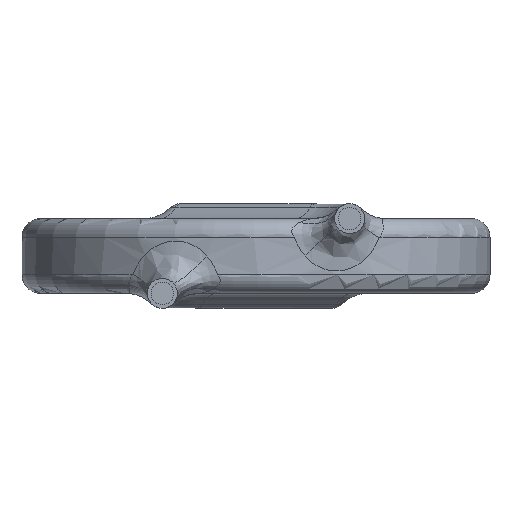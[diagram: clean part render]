
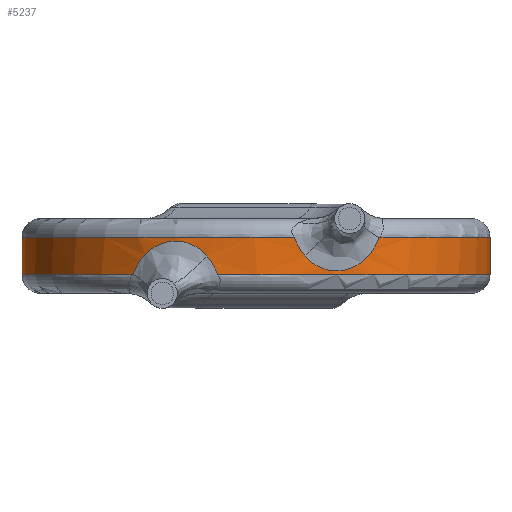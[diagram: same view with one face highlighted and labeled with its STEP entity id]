
A CAD part, front view. The second image highlights one B-rep face of the part: STEP entity #5237.
In plain terms, the highlighted cylindrical face has radius 6.25 mm (diameter 12.5 mm), a partial arc.
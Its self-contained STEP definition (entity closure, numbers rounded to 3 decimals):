
#309 = VERTEX_POINT ( 'NONE', #7679 ) ;
#349 = VERTEX_POINT ( 'NONE', #7030 ) ;
#496 = VERTEX_POINT ( 'NONE', #3627 ) ;
#514 = CARTESIAN_POINT ( 'NONE',  ( 0., 0., -7.293 ) ) ;
#646 = CARTESIAN_POINT ( 'NONE',  ( 2.252, -5.831, -0.401 ) ) ;
#684 = VERTEX_POINT ( 'NONE', #3382 ) ;
#707 = CIRCLE ( 'NONE', #4302, 6.25 ) ;
#710 = B_SPLINE_CURVE_WITH_KNOTS ( 'NONE', 3,
 ( #8855, #5363, #8153, #4945, #8519, #4343, #2184, #5671, #737, #3597, #646, #4904, #7741, #7012, #6407, #1305 ),
 .UNSPECIFIED., .F., .F.,
 ( 4, 2, 2, 2, 2, 2, 2, 4 ),
 ( 0., 0., 0.001, 0.001, 0.001, 0.002, 0.002, 0.003 ),
 .UNSPECIFIED. ) ;
#737 = CARTESIAN_POINT ( 'NONE',  ( 2.549, -5.707, -0.328 ) ) ;
#785 = CARTESIAN_POINT ( 'NONE',  ( -3.282, -5.319, -0.5 ) ) ;
#841 = CARTESIAN_POINT ( 'NONE',  ( 0., 0., 0.5 ) ) ;
#878 = DIRECTION ( 'NONE',  ( -1., 0., 0. ) ) ;
#879 = CARTESIAN_POINT ( 'NONE',  ( -2.641, -5.665, 0.287 ) ) ;
#959 = B_SPLINE_CURVE_WITH_KNOTS ( 'NONE', 3,
 ( #9088, #4166, #7018, #3465 ),
 .UNSPECIFIED., .F., .F.,
 ( 4, 4 ),
 ( 0., 1. ),
 .UNSPECIFIED. ) ;
#1024 = CARTESIAN_POINT ( 'NONE',  ( -1.311, -6.111, 0.001 ) ) ;
#1220 = CYLINDRICAL_SURFACE ( 'NONE', #6259, 6.25 ) ;
#1305 = CARTESIAN_POINT ( 'NONE',  ( 1.311, -6.111, -0.001 ) ) ;
#1338 = CARTESIAN_POINT ( 'NONE',  ( -1.028, -6.165, -0.5 ) ) ;
#1367 = AXIS2_PLACEMENT_3D ( 'NONE', #7193, #8622, #3556 ) ;
#1671 = CARTESIAN_POINT ( 'NONE',  ( 1.091, -6.154, 0.309 ) ) ;
#1744 = VECTOR ( 'NONE', #5938, 1000. ) ;
#1902 = ORIENTED_EDGE ( 'NONE', *, *, #3274, .T. ) ;
#1912 = ORIENTED_EDGE ( 'NONE', *, *, #2440, .T. ) ;
#2059 = CARTESIAN_POINT ( 'NONE',  ( 6.25, 0., -0.5 ) ) ;
#2093 = DIRECTION ( 'NONE',  ( 0., 0., -1. ) ) ;
#2184 = CARTESIAN_POINT ( 'NONE',  ( 2.813, -5.582, -0.179 ) ) ;
#2327 = EDGE_CURVE ( 'NONE', #496, #7530, #710, .T. ) ;
#2440 = EDGE_CURVE ( 'NONE', #684, #496, #4556, .T. ) ;
#2640 = EDGE_CURVE ( 'NONE', #5403, #8287, #959, .T. ) ;
#2669 = DIRECTION ( 'NONE',  ( 0., 0., -1. ) ) ;
#2936 = CARTESIAN_POINT ( 'NONE',  ( -3.098, -5.428, -0.119 ) ) ;
#2983 = CARTESIAN_POINT ( 'NONE',  ( -3.035, -5.464, -0.035 ) ) ;
#3071 = CARTESIAN_POINT ( 'NONE',  ( -3.205, -5.366, -0.3 ) ) ;
#3129 = EDGE_CURVE ( 'NONE', #684, #3191, #6279, .T. ) ;
#3159 = CARTESIAN_POINT ( 'NONE',  ( -6.25, 0., -7.293 ) ) ;
#3191 = VERTEX_POINT ( 'NONE', #2059 ) ;
#3274 = EDGE_CURVE ( 'NONE', #8942, #4267, #4995, .T. ) ;
#3369 = CARTESIAN_POINT ( 'NONE',  ( 6.25, 0., -7.293 ) ) ;
#3382 = CARTESIAN_POINT ( 'NONE',  ( 6.25, 0., 0.5 ) ) ;
#3431 = CARTESIAN_POINT ( 'NONE',  ( 1.311, -6.111, -0.001 ) ) ;
#3465 = CARTESIAN_POINT ( 'NONE',  ( -1.028, -6.165, -0.5 ) ) ;
#3474 = CIRCLE ( 'NONE', #1367, 6.25 ) ;
#3556 = DIRECTION ( 'NONE',  ( -1., 0., 0. ) ) ;
#3597 = CARTESIAN_POINT ( 'NONE',  ( 2.354, -5.791, -0.386 ) ) ;
#3611 = CARTESIAN_POINT ( 'NONE',  ( 1.028, -6.165, 0.5 ) ) ;
#3627 = CARTESIAN_POINT ( 'NONE',  ( 3.282, -5.319, 0.5 ) ) ;
#3646 = CARTESIAN_POINT ( 'NONE',  ( -1.94, -5.942, 0.383 ) ) ;
#3695 = CARTESIAN_POINT ( 'NONE',  ( -2.252, -5.831, 0.401 ) ) ;
#3738 = CARTESIAN_POINT ( 'NONE',  ( -1.639, -6.035, 0.288 ) ) ;
#4166 = CARTESIAN_POINT ( 'NONE',  ( -1.186, -6.138, -0.142 ) ) ;
#4244 = CARTESIAN_POINT ( 'NONE',  ( 0., 0., 0.5 ) ) ;
#4267 = VERTEX_POINT ( 'NONE', #6604 ) ;
#4296 = CARTESIAN_POINT ( 'NONE',  ( -2.549, -5.707, 0.328 ) ) ;
#4302 = AXIS2_PLACEMENT_3D ( 'NONE', #8010, #6545, #878 ) ;
#4343 = CARTESIAN_POINT ( 'NONE',  ( 2.893, -5.541, -0.113 ) ) ;
#4391 = CARTESIAN_POINT ( 'NONE',  ( -3.248, -5.34, -0.397 ) ) ;
#4475 = CARTESIAN_POINT ( 'NONE',  ( -2.354, -5.791, 0.386 ) ) ;
#4554 = EDGE_CURVE ( 'NONE', #3191, #8287, #3474, .T. ) ;
#4556 = CIRCLE ( 'NONE', #8368, 6.25 ) ;
#4579 = CARTESIAN_POINT ( 'NONE',  ( 1.311, -6.111, -0.001 ) ) ;
#4904 = CARTESIAN_POINT ( 'NONE',  ( 2.046, -5.907, -0.399 ) ) ;
#4945 = CARTESIAN_POINT ( 'NONE',  ( 3.098, -5.428, 0.119 ) ) ;
#4995 = CIRCLE ( 'NONE', #7929, 6.25 ) ;
#5075 = ORIENTED_EDGE ( 'NONE', *, *, #2327, .T. ) ;
#5094 = EDGE_LOOP ( 'NONE', ( #7897, #1912, #5075, #7250, #1902, #6265, #8423, #9010, #6516, #6454 ) ) ;
#5133 = DIRECTION ( 'NONE',  ( 0., 0., -1. ) ) ;
#5134 = CARTESIAN_POINT ( 'NONE',  ( 1.028, -6.165, 0.5 ) ) ;
#5237 = ADVANCED_FACE ( 'NONE', ( #6145 ), #1220, .T. ) ;
#5269 = B_SPLINE_CURVE_WITH_KNOTS ( 'NONE', 3,
 ( #785, #4391, #3071, #2936, #2983, #5903, #5712, #879, #4296, #4475, #3695, #8618, #3646, #3738, #8517, #5766 ),
 .UNSPECIFIED., .F., .F.,
 ( 4, 2, 2, 2, 2, 2, 2, 4 ),
 ( 0., 0., 0.001, 0.001, 0.001, 0.002, 0.002, 0.003 ),
 .UNSPECIFIED. ) ;
#5363 = CARTESIAN_POINT ( 'NONE',  ( 3.248, -5.34, 0.397 ) ) ;
#5366 = B_SPLINE_CURVE_WITH_KNOTS ( 'NONE', 3,
 ( #4579, #6560, #1671, #5134 ),
 .UNSPECIFIED., .F., .F.,
 ( 4, 4 ),
 ( 0., 1. ),
 .UNSPECIFIED. ) ;
#5403 = VERTEX_POINT ( 'NONE', #1024 ) ;
#5671 = CARTESIAN_POINT ( 'NONE',  ( 2.641, -5.665, -0.287 ) ) ;
#5712 = CARTESIAN_POINT ( 'NONE',  ( -2.813, -5.582, 0.179 ) ) ;
#5766 = CARTESIAN_POINT ( 'NONE',  ( -1.311, -6.111, 0.001 ) ) ;
#5903 = CARTESIAN_POINT ( 'NONE',  ( -2.893, -5.541, 0.113 ) ) ;
#5938 = DIRECTION ( 'NONE',  ( 0., 0., -1. ) ) ;
#6145 = FACE_OUTER_BOUND ( 'NONE', #5094, .T. ) ;
#6259 = AXIS2_PLACEMENT_3D ( 'NONE', #514, #2093, #6794 ) ;
#6265 = ORIENTED_EDGE ( 'NONE', *, *, #7331, .T. ) ;
#6279 = LINE ( 'NONE', #3369, #7344 ) ;
#6407 = CARTESIAN_POINT ( 'NONE',  ( 1.454, -6.08, -0.163 ) ) ;
#6454 = ORIENTED_EDGE ( 'NONE', *, *, #4554, .F. ) ;
#6512 = DIRECTION ( 'NONE',  ( -1., 0., 0. ) ) ;
#6516 = ORIENTED_EDGE ( 'NONE', *, *, #2640, .T. ) ;
#6545 = DIRECTION ( 'NONE',  ( 0., 0., -1. ) ) ;
#6560 = CARTESIAN_POINT ( 'NONE',  ( 1.186, -6.138, 0.142 ) ) ;
#6604 = CARTESIAN_POINT ( 'NONE',  ( -6.25, 0., 0.5 ) ) ;
#6718 = LINE ( 'NONE', #3159, #1744 ) ;
#6794 = DIRECTION ( 'NONE',  ( -1., 0., 0. ) ) ;
#7012 = CARTESIAN_POINT ( 'NONE',  ( 1.639, -6.035, -0.288 ) ) ;
#7018 = CARTESIAN_POINT ( 'NONE',  ( -1.091, -6.154, -0.309 ) ) ;
#7030 = CARTESIAN_POINT ( 'NONE',  ( -6.25, 0., -0.5 ) ) ;
#7049 = DIRECTION ( 'NONE',  ( 0., 0., -1. ) ) ;
#7161 = EDGE_CURVE ( 'NONE', #7530, #8942, #5366, .T. ) ;
#7193 = CARTESIAN_POINT ( 'NONE',  ( 0., 0., -0.5 ) ) ;
#7239 = DIRECTION ( 'NONE',  ( -1., 0., 0. ) ) ;
#7250 = ORIENTED_EDGE ( 'NONE', *, *, #7161, .T. ) ;
#7331 = EDGE_CURVE ( 'NONE', #4267, #349, #6718, .T. ) ;
#7344 = VECTOR ( 'NONE', #2669, 1000. ) ;
#7530 = VERTEX_POINT ( 'NONE', #3431 ) ;
#7679 = CARTESIAN_POINT ( 'NONE',  ( -3.282, -5.319, -0.5 ) ) ;
#7741 = CARTESIAN_POINT ( 'NONE',  ( 1.94, -5.942, -0.383 ) ) ;
#7849 = EDGE_CURVE ( 'NONE', #309, #349, #707, .T. ) ;
#7897 = ORIENTED_EDGE ( 'NONE', *, *, #3129, .F. ) ;
#7929 = AXIS2_PLACEMENT_3D ( 'NONE', #841, #5133, #6512 ) ;
#8010 = CARTESIAN_POINT ( 'NONE',  ( 0., 0., -0.5 ) ) ;
#8122 = EDGE_CURVE ( 'NONE', #309, #5403, #5269, .T. ) ;
#8153 = CARTESIAN_POINT ( 'NONE',  ( 3.205, -5.366, 0.3 ) ) ;
#8287 = VERTEX_POINT ( 'NONE', #1338 ) ;
#8368 = AXIS2_PLACEMENT_3D ( 'NONE', #4244, #7049, #7239 ) ;
#8423 = ORIENTED_EDGE ( 'NONE', *, *, #7849, .F. ) ;
#8517 = CARTESIAN_POINT ( 'NONE',  ( -1.454, -6.08, 0.163 ) ) ;
#8519 = CARTESIAN_POINT ( 'NONE',  ( 3.035, -5.464, 0.035 ) ) ;
#8618 = CARTESIAN_POINT ( 'NONE',  ( -2.046, -5.907, 0.399 ) ) ;
#8622 = DIRECTION ( 'NONE',  ( 0., 0., -1. ) ) ;
#8855 = CARTESIAN_POINT ( 'NONE',  ( 3.282, -5.319, 0.5 ) ) ;
#8942 = VERTEX_POINT ( 'NONE', #3611 ) ;
#9010 = ORIENTED_EDGE ( 'NONE', *, *, #8122, .T. ) ;
#9088 = CARTESIAN_POINT ( 'NONE',  ( -1.311, -6.111, 0.001 ) ) ;
